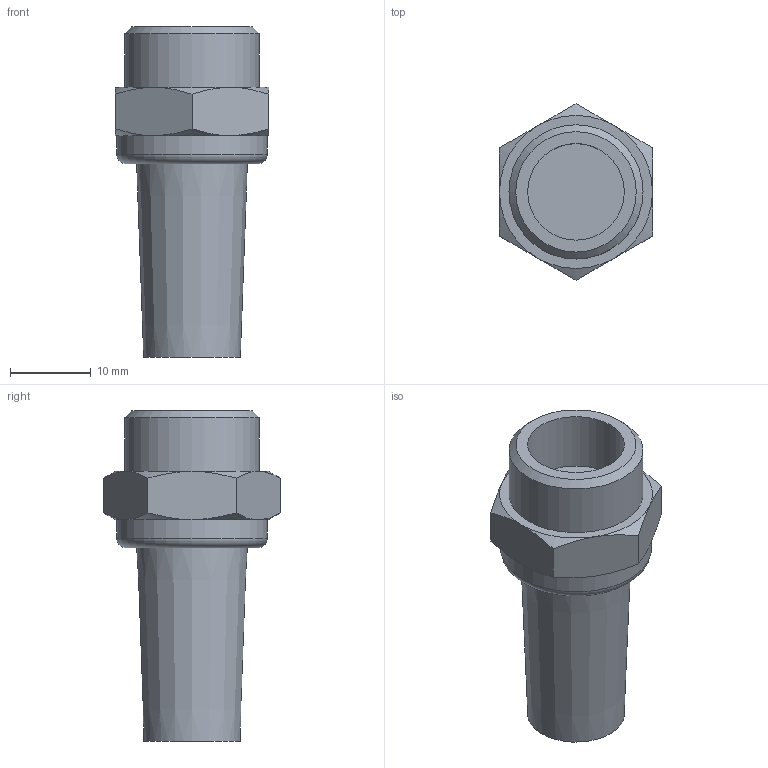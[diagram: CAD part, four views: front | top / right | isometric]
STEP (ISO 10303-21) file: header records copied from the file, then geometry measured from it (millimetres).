
FILE_DESCRIPTION(/* description */ ('STEP AP214'),/* implementation_level */ '2;1');
FILE_NAME(/* name */ '1205862_AMTE-M-LH-G38',/* time_stamp */ '2024-07-25T09:00:10+02:00',/* author */ ('License CC BY-ND 4.0'),/* organization */ ('CADENAS'),/* preprocessor_version */ 'ST-DEVELOPER v19.3',/* originating_system */ 'PARTsolutions',/* authorisation */ ' ');
FILE_SCHEMA (('AUTOMOTIVE_DESIGN {1 0 10303 214 3 1 1}'));
Length unit declared in the file: millimetre
Products named in the file (1): 1205862 AMTE-M-LH-G38
Bounding box: 19 x 21.94 x 41 mm (x, y, z)
Volume: 6702.1 mm3; surface area: 2749.6 mm2
Topology: 1 solids, 1 shells, 30 faces, 58 edges, 34 vertices
Faces by surface type: cone 14, plane 12, cylinder 3, torus 1
Full cylindrical faces by diameter (mm): 12 x1, 16.662 x1, 18.7 x1
Entity records: 776 total; most frequent: CARTESIAN_POINT 189, DIRECTION 112, ORIENTED_EDGE 104, AXIS2_PLACEMENT_3D 53, EDGE_CURVE 52, EDGE_LOOP 40, FACE_BOUND 40, VERTEX_POINT 34
